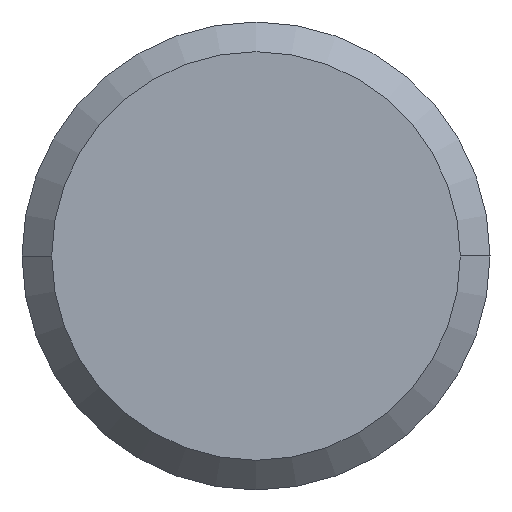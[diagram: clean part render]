
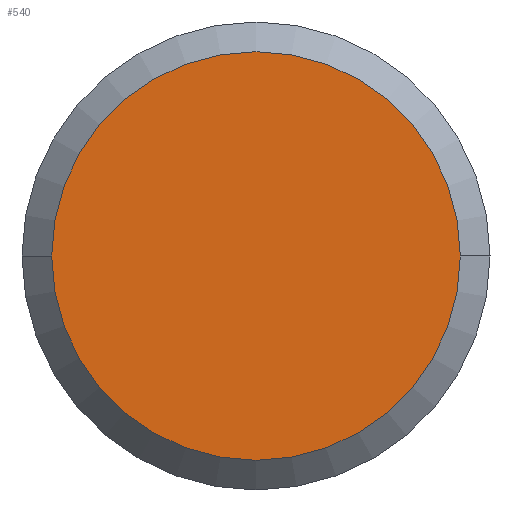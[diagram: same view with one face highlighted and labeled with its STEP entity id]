
A CAD part, left-side view. The second image highlights one B-rep face of the part: STEP entity #540.
In plain terms, the highlighted planar face has unit normal (-1, 0, 0).
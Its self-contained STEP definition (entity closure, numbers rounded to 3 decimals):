
#23 = CARTESIAN_POINT ( 'NONE',  ( 0., 0., 0. ) ) ;
#90 = CIRCLE ( 'NONE', #406, 5.238 ) ;
#127 = FACE_OUTER_BOUND ( 'NONE', #226, .T. ) ;
#155 = CARTESIAN_POINT ( 'NONE',  ( 0., 5.238, 0. ) ) ;
#226 = EDGE_LOOP ( 'NONE', ( #545, #364 ) ) ;
#247 = DIRECTION ( 'NONE',  ( 0., 1., 0. ) ) ;
#316 = EDGE_CURVE ( 'NONE', #467, #481, #90, .T. ) ;
#325 = EDGE_CURVE ( 'NONE', #481, #467, #566, .T. ) ;
#331 = CARTESIAN_POINT ( 'NONE',  ( 0., 0., 0. ) ) ;
#334 = AXIS2_PLACEMENT_3D ( 'NONE', #386, #574, #583 ) ;
#364 = ORIENTED_EDGE ( 'NONE', *, *, #316, .F. ) ;
#386 = CARTESIAN_POINT ( 'NONE',  ( 0., 0., 0. ) ) ;
#406 = AXIS2_PLACEMENT_3D ( 'NONE', #23, #531, #577 ) ;
#424 = CARTESIAN_POINT ( 'NONE',  ( 0., -5.238, 0. ) ) ;
#427 = PLANE ( 'NONE',  #334 ) ;
#467 = VERTEX_POINT ( 'NONE', #424 ) ;
#481 = VERTEX_POINT ( 'NONE', #155 ) ;
#502 = AXIS2_PLACEMENT_3D ( 'NONE', #331, #533, #247 ) ;
#531 = DIRECTION ( 'NONE',  ( 1., 0., 0. ) ) ;
#533 = DIRECTION ( 'NONE',  ( 1., 0., 0. ) ) ;
#540 = ADVANCED_FACE ( 'NONE', ( #127 ), #427, .T. ) ;
#545 = ORIENTED_EDGE ( 'NONE', *, *, #325, .F. ) ;
#566 = CIRCLE ( 'NONE', #502, 5.238 ) ;
#574 = DIRECTION ( 'NONE',  ( -1., 0., 0. ) ) ;
#577 = DIRECTION ( 'NONE',  ( 0., 1., 0. ) ) ;
#583 = DIRECTION ( 'NONE',  ( 0., -1., 0. ) ) ;
